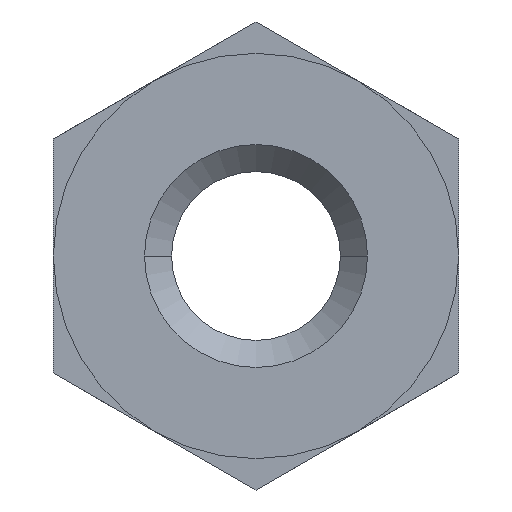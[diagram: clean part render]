
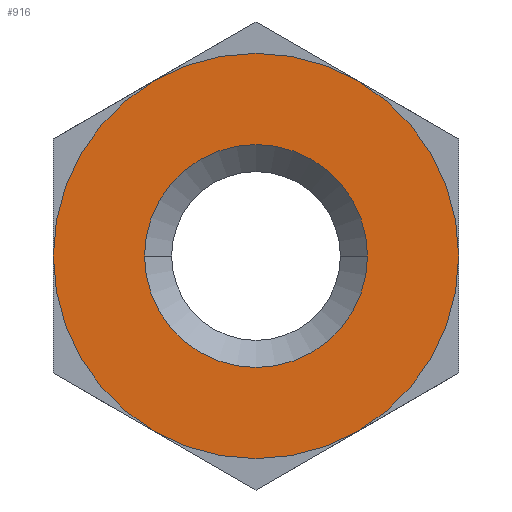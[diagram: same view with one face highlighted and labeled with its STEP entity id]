
A CAD part, front view. The second image highlights one B-rep face of the part: STEP entity #916.
In plain terms, the highlighted planar face has unit normal (0, -1, 0).
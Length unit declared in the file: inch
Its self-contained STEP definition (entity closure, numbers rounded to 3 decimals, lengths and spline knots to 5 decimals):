
#1=CARTESIAN_POINT('',(0.,0.,0.));
#2=DIRECTION('',(0.,1.,0.));
#3=DIRECTION('',(-1.,0.,0.));
#4=AXIS2_PLACEMENT_3D('',#1,#2,#3);
#6=CARTESIAN_POINT('',(0.,0.,0.));
#7=DIRECTION('',(0.,1.,0.));
#8=DIRECTION('',(1.,0.,0.));
#9=AXIS2_PLACEMENT_3D('',#6,#7,#8);
#11=CARTESIAN_POINT('',(0.,0.,0.));
#12=DIRECTION('',(0.,1.,0.));
#13=DIRECTION('',(-1.,0.,0.));
#14=AXIS2_PLACEMENT_3D('',#11,#12,#13);
#16=CARTESIAN_POINT('',(0.,0.,0.));
#17=DIRECTION('',(0.,1.,0.));
#18=DIRECTION('',(1.,0.,0.));
#19=AXIS2_PLACEMENT_3D('',#16,#17,#18);
#879=CARTESIAN_POINT('',(-0.375,0.,0.));
#880=CARTESIAN_POINT('',(0.375,0.,0.));
#881=VERTEX_POINT('',#879);
#882=VERTEX_POINT('',#880);
#891=CARTESIAN_POINT('',(-0.20625,0.,0.));
#892=CARTESIAN_POINT('',(0.20625,0.,0.));
#893=VERTEX_POINT('',#891);
#894=VERTEX_POINT('',#892);
#899=CARTESIAN_POINT('',(0.,0.,0.));
#900=DIRECTION('',(0.,1.,0.));
#901=DIRECTION('',(1.,0.,0.));
#902=AXIS2_PLACEMENT_3D('',#899,#900,#901);
#903=PLANE('',#902);
#905=ORIENTED_EDGE('',*,*,#904,.T.);
#907=ORIENTED_EDGE('',*,*,#906,.T.);
#908=EDGE_LOOP('',(#905,#907));
#909=FACE_OUTER_BOUND('',#908,.F.);
#911=ORIENTED_EDGE('',*,*,#910,.F.);
#913=ORIENTED_EDGE('',*,*,#912,.F.);
#914=EDGE_LOOP('',(#911,#913));
#915=FACE_BOUND('',#914,.F.);
#916=ADVANCED_FACE('',(#909,#915),#903,.F.);
#5=CIRCLE('',#4,0.375);
#10=CIRCLE('',#9,0.375);
#15=CIRCLE('',#14,0.20625);
#20=CIRCLE('',#19,0.20625);
#904=EDGE_CURVE('',#881,#882,#5,.T.);
#906=EDGE_CURVE('',#882,#881,#10,.T.);
#910=EDGE_CURVE('',#893,#894,#15,.T.);
#912=EDGE_CURVE('',#894,#893,#20,.T.);
